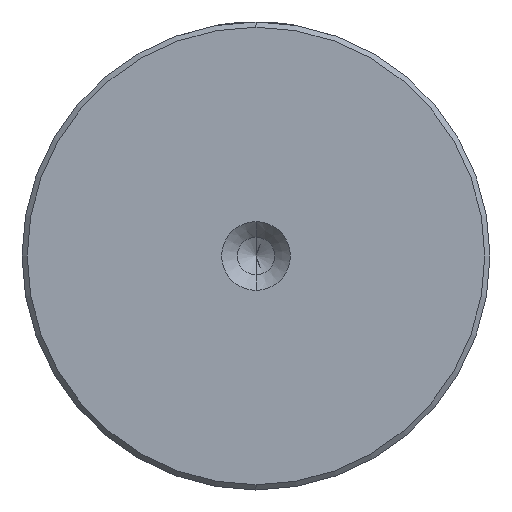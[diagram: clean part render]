
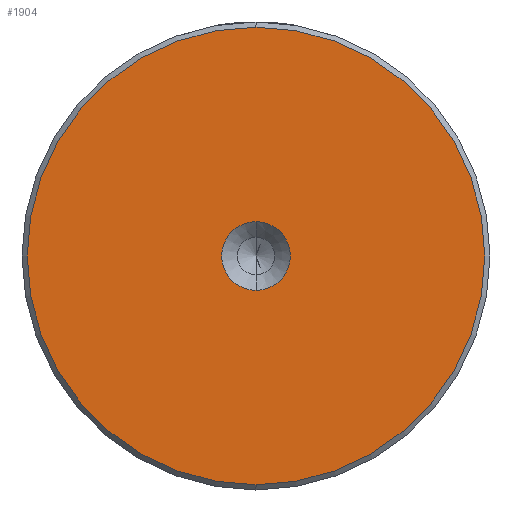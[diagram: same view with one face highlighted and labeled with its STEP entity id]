
A CAD part, left-side view. The second image highlights one B-rep face of the part: STEP entity #1904.
In plain terms, the highlighted planar face has unit normal (-1, 0, 0).
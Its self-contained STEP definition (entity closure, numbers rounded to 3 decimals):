
#61 = CARTESIAN_POINT ( 'NONE',  ( 0., 0., 3.3 ) ) ;
#84 = DIRECTION ( 'NONE',  ( -1., 0., 0. ) ) ;
#144 = CIRCLE ( 'NONE', #1782, 22. ) ;
#157 = AXIS2_PLACEMENT_3D ( 'NONE', #435, #419, #227 ) ;
#227 = DIRECTION ( 'NONE',  ( 0., 0., 1. ) ) ;
#305 = PLANE ( 'NONE',  #1317 ) ;
#345 = CARTESIAN_POINT ( 'NONE',  ( 0., 0., -3.3 ) ) ;
#356 = DIRECTION ( 'NONE',  ( 0., 0., 1. ) ) ;
#371 = DIRECTION ( 'NONE',  ( -1., 0., 0. ) ) ;
#395 = VERTEX_POINT ( 'NONE', #1797 ) ;
#419 = DIRECTION ( 'NONE',  ( -1., 0., 0. ) ) ;
#435 = CARTESIAN_POINT ( 'NONE',  ( 0., 0., 0. ) ) ;
#451 = CIRCLE ( 'NONE', #1482, 22. ) ;
#527 = CARTESIAN_POINT ( 'NONE',  ( 0., 0., 0. ) ) ;
#556 = VERTEX_POINT ( 'NONE', #61 ) ;
#567 = ORIENTED_EDGE ( 'NONE', *, *, #751, .F. ) ;
#605 = VERTEX_POINT ( 'NONE', #1557 ) ;
#614 = EDGE_CURVE ( 'NONE', #1329, #556, #2256, .T. ) ;
#698 = CARTESIAN_POINT ( 'NONE',  ( 0., 0., 0. ) ) ;
#751 = EDGE_CURVE ( 'NONE', #556, #1329, #1896, .T. ) ;
#809 = CARTESIAN_POINT ( 'NONE',  ( 0., 0., 0. ) ) ;
#813 = DIRECTION ( 'NONE',  ( -1., 0., 0. ) ) ;
#996 = FACE_OUTER_BOUND ( 'NONE', #1058, .T. ) ;
#997 = DIRECTION ( 'NONE',  ( 0., 0., 1. ) ) ;
#1058 = EDGE_LOOP ( 'NONE', ( #2085, #2448 ) ) ;
#1101 = EDGE_LOOP ( 'NONE', ( #567, #1174 ) ) ;
#1124 = EDGE_CURVE ( 'NONE', #395, #605, #144, .T. ) ;
#1174 = ORIENTED_EDGE ( 'NONE', *, *, #614, .F. ) ;
#1317 = AXIS2_PLACEMENT_3D ( 'NONE', #698, #84, #1639 ) ;
#1329 = VERTEX_POINT ( 'NONE', #345 ) ;
#1449 = FACE_BOUND ( 'NONE', #1101, .T. ) ;
#1465 = AXIS2_PLACEMENT_3D ( 'NONE', #527, #371, #356 ) ;
#1482 = AXIS2_PLACEMENT_3D ( 'NONE', #809, #2124, #997 ) ;
#1557 = CARTESIAN_POINT ( 'NONE',  ( 0., 0., -22. ) ) ;
#1639 = DIRECTION ( 'NONE',  ( 0., 0., 1. ) ) ;
#1668 = EDGE_CURVE ( 'NONE', #605, #395, #451, .T. ) ;
#1782 = AXIS2_PLACEMENT_3D ( 'NONE', #1937, #813, #2129 ) ;
#1797 = CARTESIAN_POINT ( 'NONE',  ( 0., 0., 22. ) ) ;
#1896 = CIRCLE ( 'NONE', #1465, 3.3 ) ;
#1904 = ADVANCED_FACE ( 'NONE', ( #996, #1449 ), #305, .T. ) ;
#1937 = CARTESIAN_POINT ( 'NONE',  ( 0., 0., 0. ) ) ;
#2085 = ORIENTED_EDGE ( 'NONE', *, *, #1668, .T. ) ;
#2124 = DIRECTION ( 'NONE',  ( -1., 0., 0. ) ) ;
#2129 = DIRECTION ( 'NONE',  ( 0., 0., 1. ) ) ;
#2256 = CIRCLE ( 'NONE', #157, 3.3 ) ;
#2448 = ORIENTED_EDGE ( 'NONE', *, *, #1124, .T. ) ;
